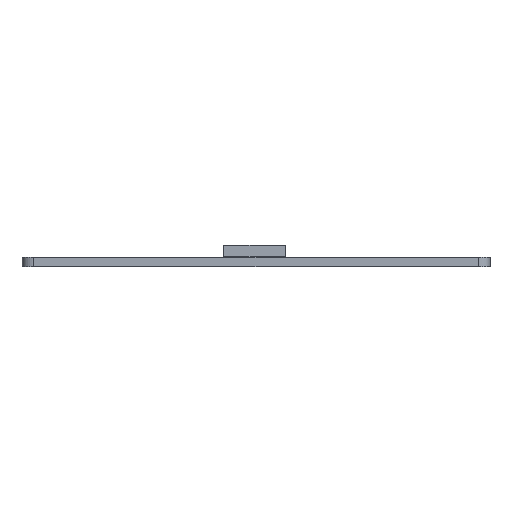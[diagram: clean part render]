
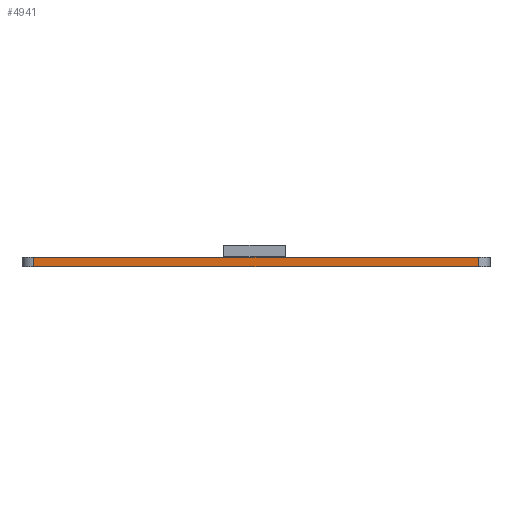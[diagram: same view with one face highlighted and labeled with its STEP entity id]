
A CAD part, front view. The second image highlights one B-rep face of the part: STEP entity #4941.
In plain terms, the highlighted planar face has unit normal (0, -1, 0).
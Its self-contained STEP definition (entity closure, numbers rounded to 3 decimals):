
#423 = PLANE('',#424);
#424 = AXIS2_PLACEMENT_3D('',#425,#426,#427);
#425 = CARTESIAN_POINT('',(83.,-88.,1.6));
#426 = DIRECTION('',(-0.,-0.,-1.));
#427 = DIRECTION('',(-1.,0.,0.));
#477 = PLANE('',#478);
#478 = AXIS2_PLACEMENT_3D('',#479,#480,#481);
#479 = CARTESIAN_POINT('',(83.,-88.,0.));
#480 = DIRECTION('',(-0.,-0.,-1.));
#481 = DIRECTION('',(-1.,0.,0.));
#690 = VERTEX_POINT('',#691);
#691 = CARTESIAN_POINT('',(121.,-148.,0.));
#710 = CYLINDRICAL_SURFACE('',#711,2.);
#711 = AXIS2_PLACEMENT_3D('',#712,#713,#714);
#712 = CARTESIAN_POINT('',(121.,-146.,0.));
#713 = DIRECTION('',(-0.,-0.,-1.));
#714 = DIRECTION('',(1.,0.,-0.));
#722 = EDGE_CURVE('',#690,#723,#725,.T.);
#723 = VERTEX_POINT('',#724);
#724 = CARTESIAN_POINT('',(45.,-148.,0.));
#725 = SURFACE_CURVE('',#726,(#730,#737),.PCURVE_S1.);
#726 = LINE('',#727,#728);
#727 = CARTESIAN_POINT('',(121.,-148.,0.));
#728 = VECTOR('',#729,1.);
#729 = DIRECTION('',(-1.,0.,0.));
#730 = PCURVE('',#477,#731);
#731 = DEFINITIONAL_REPRESENTATION('',(#732),#736);
#732 = LINE('',#733,#734);
#733 = CARTESIAN_POINT('',(-38.,-60.));
#734 = VECTOR('',#735,1.);
#735 = DIRECTION('',(1.,0.));
#736 = ( GEOMETRIC_REPRESENTATION_CONTEXT(2) 
PARAMETRIC_REPRESENTATION_CONTEXT() REPRESENTATION_CONTEXT('2D SPACE',''
  ) );
#737 = PCURVE('',#738,#743);
#738 = PLANE('',#739);
#739 = AXIS2_PLACEMENT_3D('',#740,#741,#742);
#740 = CARTESIAN_POINT('',(121.,-148.,0.));
#741 = DIRECTION('',(0.,-1.,0.));
#742 = DIRECTION('',(-1.,0.,0.));
#743 = DEFINITIONAL_REPRESENTATION('',(#744),#748);
#744 = LINE('',#745,#746);
#745 = CARTESIAN_POINT('',(0.,0.));
#746 = VECTOR('',#747,1.);
#747 = DIRECTION('',(1.,0.));
#748 = ( GEOMETRIC_REPRESENTATION_CONTEXT(2) 
PARAMETRIC_REPRESENTATION_CONTEXT() REPRESENTATION_CONTEXT('2D SPACE',''
  ) );
#771 = CYLINDRICAL_SURFACE('',#772,2.);
#772 = AXIS2_PLACEMENT_3D('',#773,#774,#775);
#773 = CARTESIAN_POINT('',(45.,-146.,0.));
#774 = DIRECTION('',(-0.,-0.,-1.));
#775 = DIRECTION('',(1.,0.,-0.));
#2934 = VERTEX_POINT('',#2935);
#2935 = CARTESIAN_POINT('',(121.,-148.,1.6));
#2961 = EDGE_CURVE('',#2934,#2962,#2964,.T.);
#2962 = VERTEX_POINT('',#2963);
#2963 = CARTESIAN_POINT('',(45.,-148.,1.6));
#2964 = SURFACE_CURVE('',#2965,(#2969,#2976),.PCURVE_S1.);
#2965 = LINE('',#2966,#2967);
#2966 = CARTESIAN_POINT('',(121.,-148.,1.6));
#2967 = VECTOR('',#2968,1.);
#2968 = DIRECTION('',(-1.,0.,0.));
#2969 = PCURVE('',#423,#2970);
#2970 = DEFINITIONAL_REPRESENTATION('',(#2971),#2975);
#2971 = LINE('',#2972,#2973);
#2972 = CARTESIAN_POINT('',(-38.,-60.));
#2973 = VECTOR('',#2974,1.);
#2974 = DIRECTION('',(1.,0.));
#2975 = ( GEOMETRIC_REPRESENTATION_CONTEXT(2) 
PARAMETRIC_REPRESENTATION_CONTEXT() REPRESENTATION_CONTEXT('2D SPACE',''
  ) );
#2976 = PCURVE('',#738,#2977);
#2977 = DEFINITIONAL_REPRESENTATION('',(#2978),#2982);
#2978 = LINE('',#2979,#2980);
#2979 = CARTESIAN_POINT('',(0.,-1.6));
#2980 = VECTOR('',#2981,1.);
#2981 = DIRECTION('',(1.,0.));
#2982 = ( GEOMETRIC_REPRESENTATION_CONTEXT(2) 
PARAMETRIC_REPRESENTATION_CONTEXT() REPRESENTATION_CONTEXT('2D SPACE',''
  ) );
#4893 = EDGE_CURVE('',#723,#2962,#4894,.T.);
#4894 = SURFACE_CURVE('',#4895,(#4899,#4906),.PCURVE_S1.);
#4895 = LINE('',#4896,#4897);
#4896 = CARTESIAN_POINT('',(45.,-148.,0.));
#4897 = VECTOR('',#4898,1.);
#4898 = DIRECTION('',(0.,0.,1.));
#4899 = PCURVE('',#771,#4900);
#4900 = DEFINITIONAL_REPRESENTATION('',(#4901),#4905);
#4901 = LINE('',#4902,#4903);
#4902 = CARTESIAN_POINT('',(-4.712,0.));
#4903 = VECTOR('',#4904,1.);
#4904 = DIRECTION('',(-0.,-1.));
#4905 = ( GEOMETRIC_REPRESENTATION_CONTEXT(2) 
PARAMETRIC_REPRESENTATION_CONTEXT() REPRESENTATION_CONTEXT('2D SPACE',''
  ) );
#4906 = PCURVE('',#738,#4907);
#4907 = DEFINITIONAL_REPRESENTATION('',(#4908),#4912);
#4908 = LINE('',#4909,#4910);
#4909 = CARTESIAN_POINT('',(76.,0.));
#4910 = VECTOR('',#4911,1.);
#4911 = DIRECTION('',(0.,-1.));
#4912 = ( GEOMETRIC_REPRESENTATION_CONTEXT(2) 
PARAMETRIC_REPRESENTATION_CONTEXT() REPRESENTATION_CONTEXT('2D SPACE',''
  ) );
#4918 = EDGE_CURVE('',#690,#2934,#4919,.T.);
#4919 = SURFACE_CURVE('',#4920,(#4924,#4931),.PCURVE_S1.);
#4920 = LINE('',#4921,#4922);
#4921 = CARTESIAN_POINT('',(121.,-148.,0.));
#4922 = VECTOR('',#4923,1.);
#4923 = DIRECTION('',(0.,0.,1.));
#4924 = PCURVE('',#710,#4925);
#4925 = DEFINITIONAL_REPRESENTATION('',(#4926),#4930);
#4926 = LINE('',#4927,#4928);
#4927 = CARTESIAN_POINT('',(-4.712,0.));
#4928 = VECTOR('',#4929,1.);
#4929 = DIRECTION('',(-0.,-1.));
#4930 = ( GEOMETRIC_REPRESENTATION_CONTEXT(2) 
PARAMETRIC_REPRESENTATION_CONTEXT() REPRESENTATION_CONTEXT('2D SPACE',''
  ) );
#4931 = PCURVE('',#738,#4932);
#4932 = DEFINITIONAL_REPRESENTATION('',(#4933),#4937);
#4933 = LINE('',#4934,#4935);
#4934 = CARTESIAN_POINT('',(0.,0.));
#4935 = VECTOR('',#4936,1.);
#4936 = DIRECTION('',(0.,-1.));
#4937 = ( GEOMETRIC_REPRESENTATION_CONTEXT(2) 
PARAMETRIC_REPRESENTATION_CONTEXT() REPRESENTATION_CONTEXT('2D SPACE',''
  ) );
#4941 = ADVANCED_FACE('',(#4942),#738,.T.);
#4942 = FACE_BOUND('',#4943,.T.);
#4943 = EDGE_LOOP('',(#4944,#4945,#4946,#4947));
#4944 = ORIENTED_EDGE('',*,*,#4918,.T.);
#4945 = ORIENTED_EDGE('',*,*,#2961,.T.);
#4946 = ORIENTED_EDGE('',*,*,#4893,.F.);
#4947 = ORIENTED_EDGE('',*,*,#722,.F.);
